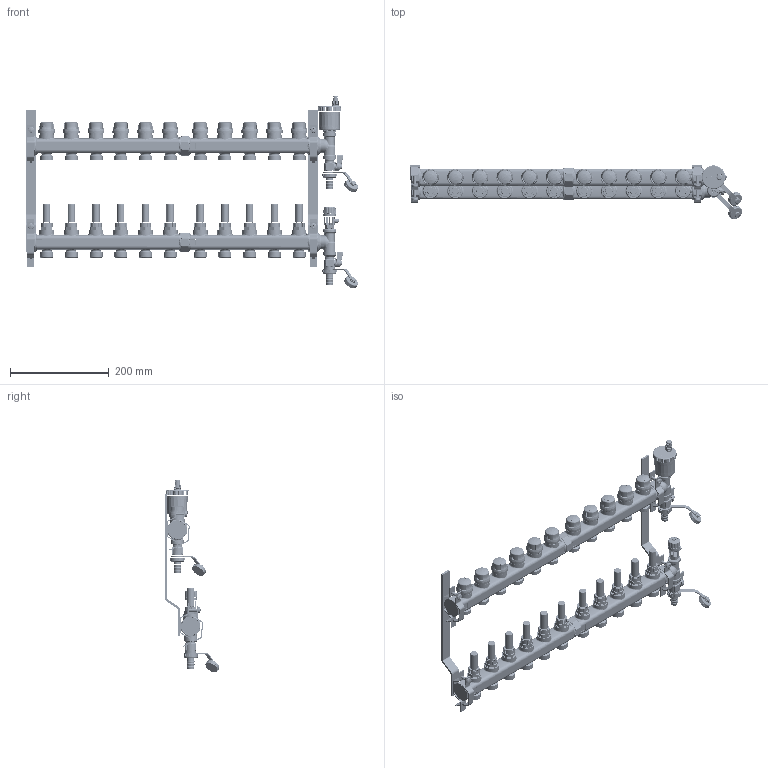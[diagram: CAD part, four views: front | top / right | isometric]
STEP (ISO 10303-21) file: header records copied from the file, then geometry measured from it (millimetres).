
FILE_DESCRIPTION(('CATIA V5 STEP Exchange'),'2;1');
FILE_NAME('STEP_6656M1_-_TST.stp','2018-02-27T13:02:54+00:00',('none'),('none'),'CATIA Version 5-6 Release 2016 SP4','CATIA V5 STEP AP203','none');
FILE_SCHEMA(('CONFIG_CONTROL_DESIGN'));
Products named in the file (1): _6656m10001_sw0001
Bounding box: 671.65 x 109.97 x 390.35 mm (x, y, z)
Surface area: 389976.2 mm2 (no closed solid volume)
Topology: 0 solids, 328 shells, 4991 faces, 16972 edges, 11670 vertices
Faces by surface type: cylinder 1531, bspline 1048, torus 840, plane 811, cone 434, sphere 327
Entity records: 240423 total; most frequent: CARTESIAN_POINT 121618, ORIENTED_EDGE 26257, DIRECTION 17073, EDGE_CURVE 16787, VERTEX_POINT 11670, AXIS2_PLACEMENT_3D 8949, B_SPLINE_CURVE_WITH_KNOTS 5592, CIRCLE 5004
